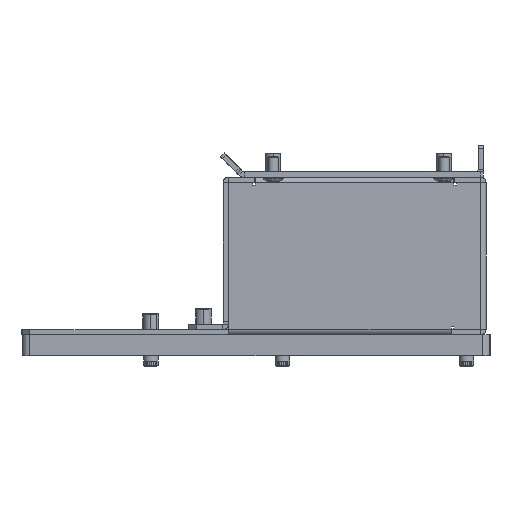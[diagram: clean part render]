
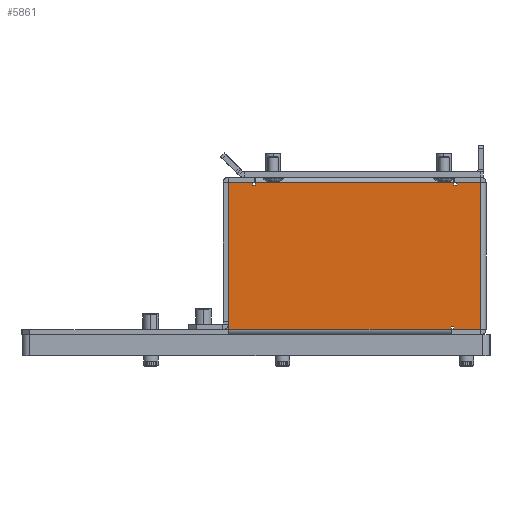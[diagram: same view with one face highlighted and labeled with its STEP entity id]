
A CAD part, left-side view. The second image highlights one B-rep face of the part: STEP entity #5861.
In plain terms, the highlighted face is planar.
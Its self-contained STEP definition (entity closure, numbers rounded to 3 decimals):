
#115 = CARTESIAN_POINT ( 'NONE',  ( 229., 0., 56. ) ) ;
#134 = ORIENTED_EDGE ( 'NONE', *, *, #12084, .T. ) ;
#287 = VERTEX_POINT ( 'NONE', #6491 ) ;
#377 = CARTESIAN_POINT ( 'NONE',  ( 229., 87.8, 0.1 ) ) ;
#529 = VERTEX_POINT ( 'NONE', #7092 ) ;
#709 = LINE ( 'NONE', #10051, #5042 ) ;
#726 = EDGE_CURVE ( 'NONE', #14111, #11834, #1618, .T. ) ;
#751 = VERTEX_POINT ( 'NONE', #3999 ) ;
#867 = VERTEX_POINT ( 'NONE', #6781 ) ;
#1101 = VECTOR ( 'NONE', #5418, 1000. ) ;
#1258 = VERTEX_POINT ( 'NONE', #377 ) ;
#1593 = VERTEX_POINT ( 'NONE', #13420 ) ;
#1618 = LINE ( 'NONE', #6318, #12999 ) ;
#1693 = DIRECTION ( 'NONE',  ( 0., 0., -1. ) ) ;
#1761 = EDGE_CURVE ( 'NONE', #867, #2832, #8319, .T. ) ;
#2391 = EDGE_CURVE ( 'NONE', #8906, #11976, #3282, .T. ) ;
#2417 = DIRECTION ( 'NONE',  ( 0., 0., -1. ) ) ;
#2612 = ORIENTED_EDGE ( 'NONE', *, *, #13554, .F. ) ;
#2832 = VERTEX_POINT ( 'NONE', #6639 ) ;
#2854 = LINE ( 'NONE', #4008, #3603 ) ;
#2983 = CARTESIAN_POINT ( 'NONE',  ( 229., 87.8, 56. ) ) ;
#3035 = ORIENTED_EDGE ( 'NONE', *, *, #1761, .T. ) ;
#3067 = VECTOR ( 'NONE', #7693, 1000. ) ;
#3155 = ORIENTED_EDGE ( 'NONE', *, *, #7573, .F. ) ;
#3242 = DIRECTION ( 'NONE',  ( 0., 1., 0. ) ) ;
#3282 = LINE ( 'NONE', #8980, #14771 ) ;
#3369 = AXIS2_PLACEMENT_3D ( 'NONE', #115, #3622, #12150 ) ;
#3440 = VECTOR ( 'NONE', #11123, 1000. ) ;
#3603 = VECTOR ( 'NONE', #8606, 1000. ) ;
#3622 = DIRECTION ( 'NONE',  ( -1., 0., 0. ) ) ;
#3690 = CARTESIAN_POINT ( 'NONE',  ( 229., 13.2, 54.9 ) ) ;
#3839 = DIRECTION ( 'NONE',  ( 0., -1., 0. ) ) ;
#3864 = EDGE_CURVE ( 'NONE', #4417, #287, #7795, .T. ) ;
#3983 = LINE ( 'NONE', #14717, #12098 ) ;
#3999 = CARTESIAN_POINT ( 'NONE',  ( 229., 88.8, 0. ) ) ;
#4008 = CARTESIAN_POINT ( 'NONE',  ( 229., 97.999, 56. ) ) ;
#4175 = VECTOR ( 'NONE', #2417, 1000. ) ;
#4251 = EDGE_CURVE ( 'NONE', #751, #14111, #10063, .T. ) ;
#4313 = VECTOR ( 'NONE', #1693, 1000. ) ;
#4329 = CARTESIAN_POINT ( 'NONE',  ( 229., 2.1, 56. ) ) ;
#4406 = DIRECTION ( 'NONE',  ( 0., 0., 1. ) ) ;
#4417 = VERTEX_POINT ( 'NONE', #13737 ) ;
#4477 = LINE ( 'NONE', #14984, #9433 ) ;
#4481 = CARTESIAN_POINT ( 'NONE',  ( 229., 87.8, 1.1 ) ) ;
#4494 = VERTEX_POINT ( 'NONE', #11331 ) ;
#5042 = VECTOR ( 'NONE', #13338, 1000. ) ;
#5148 = DIRECTION ( 'NONE',  ( 0., 0., 1. ) ) ;
#5344 = CARTESIAN_POINT ( 'NONE',  ( 229., 0., 1.1 ) ) ;
#5418 = DIRECTION ( 'NONE',  ( 0., -1., 0. ) ) ;
#5594 = LINE ( 'NONE', #8801, #14151 ) ;
#5791 = VERTEX_POINT ( 'NONE', #3690 ) ;
#5824 = VERTEX_POINT ( 'NONE', #11911 ) ;
#5861 = ADVANCED_FACE ( 'NONE', ( #7100 ), #14148, .F. ) ;
#5864 = EDGE_CURVE ( 'NONE', #8906, #1593, #2854, .T. ) ;
#5961 = DIRECTION ( 'NONE',  ( 0., 1., 0. ) ) ;
#6060 = ORIENTED_EDGE ( 'NONE', *, *, #8599, .T. ) ;
#6081 = LINE ( 'NONE', #13422, #14473 ) ;
#6223 = LINE ( 'NONE', #10888, #10074 ) ;
#6318 = CARTESIAN_POINT ( 'NONE',  ( 229., 0., 1.1 ) ) ;
#6491 = CARTESIAN_POINT ( 'NONE',  ( 229., 11.2, 1.1 ) ) ;
#6558 = LINE ( 'NONE', #13677, #4313 ) ;
#6639 = CARTESIAN_POINT ( 'NONE',  ( 229., 11.2, 0. ) ) ;
#6781 = CARTESIAN_POINT ( 'NONE',  ( 229., 2.1, 0. ) ) ;
#6931 = ORIENTED_EDGE ( 'NONE', *, *, #10941, .F. ) ;
#7003 = ORIENTED_EDGE ( 'NONE', *, *, #3864, .F. ) ;
#7034 = CARTESIAN_POINT ( 'NONE',  ( 229., 88.8, 1.1 ) ) ;
#7092 = CARTESIAN_POINT ( 'NONE',  ( 229., 12.2, 0.1 ) ) ;
#7100 = FACE_OUTER_BOUND ( 'NONE', #8773, .T. ) ;
#7182 = CARTESIAN_POINT ( 'NONE',  ( 229., 0., 0. ) ) ;
#7346 = EDGE_CURVE ( 'NONE', #7649, #867, #12931, .T. ) ;
#7371 = CARTESIAN_POINT ( 'NONE',  ( 229., 13.2, 55.9 ) ) ;
#7573 = EDGE_CURVE ( 'NONE', #529, #4417, #11604, .T. ) ;
#7614 = CARTESIAN_POINT ( 'NONE',  ( 229., 88.8, 56. ) ) ;
#7649 = VERTEX_POINT ( 'NONE', #4329 ) ;
#7679 = LINE ( 'NONE', #2983, #3440 ) ;
#7693 = DIRECTION ( 'NONE',  ( 0., 0., 1. ) ) ;
#7795 = LINE ( 'NONE', #5344, #1101 ) ;
#8319 = LINE ( 'NONE', #7182, #9847 ) ;
#8325 = ORIENTED_EDGE ( 'NONE', *, *, #2391, .T. ) ;
#8599 = EDGE_CURVE ( 'NONE', #529, #1258, #6081, .T. ) ;
#8606 = DIRECTION ( 'NONE',  ( 0., 0., -1. ) ) ;
#8651 = EDGE_CURVE ( 'NONE', #5791, #11976, #6223, .T. ) ;
#8773 = EDGE_LOOP ( 'NONE', ( #8799, #7003, #3155, #6060, #11133, #13457, #10556, #134, #14578, #8325, #9117, #6931, #9752, #2612, #10134, #3035 ) ) ;
#8786 = EDGE_CURVE ( 'NONE', #11834, #1258, #7679, .T. ) ;
#8799 = ORIENTED_EDGE ( 'NONE', *, *, #14680, .F. ) ;
#8801 = CARTESIAN_POINT ( 'NONE',  ( 229., 11.2, 56. ) ) ;
#8906 = VERTEX_POINT ( 'NONE', #11793 ) ;
#8980 = CARTESIAN_POINT ( 'NONE',  ( 229., 97.999, 55.9 ) ) ;
#9117 = ORIENTED_EDGE ( 'NONE', *, *, #8651, .F. ) ;
#9433 = VECTOR ( 'NONE', #3242, 1000. ) ;
#9752 = ORIENTED_EDGE ( 'NONE', *, *, #13802, .F. ) ;
#9847 = VECTOR ( 'NONE', #5961, 1000. ) ;
#10051 = CARTESIAN_POINT ( 'NONE',  ( 229., 0., 0. ) ) ;
#10063 = LINE ( 'NONE', #7614, #3067 ) ;
#10074 = VECTOR ( 'NONE', #5148, 1000. ) ;
#10134 = ORIENTED_EDGE ( 'NONE', *, *, #7346, .T. ) ;
#10556 = ORIENTED_EDGE ( 'NONE', *, *, #4251, .F. ) ;
#10888 = CARTESIAN_POINT ( 'NONE',  ( 229., 13.2, 56. ) ) ;
#10941 = EDGE_CURVE ( 'NONE', #4494, #5791, #3983, .T. ) ;
#11123 = DIRECTION ( 'NONE',  ( 0., 0., -1. ) ) ;
#11133 = ORIENTED_EDGE ( 'NONE', *, *, #8786, .F. ) ;
#11270 = DIRECTION ( 'NONE',  ( 0., -1., 0. ) ) ;
#11331 = CARTESIAN_POINT ( 'NONE',  ( 229., 12.2, 54.9 ) ) ;
#11604 = LINE ( 'NONE', #13768, #14474 ) ;
#11793 = CARTESIAN_POINT ( 'NONE',  ( 229., 97.999, 55.9 ) ) ;
#11834 = VERTEX_POINT ( 'NONE', #4481 ) ;
#11911 = CARTESIAN_POINT ( 'NONE',  ( 229., 12.2, 56. ) ) ;
#11976 = VERTEX_POINT ( 'NONE', #7371 ) ;
#12005 = CARTESIAN_POINT ( 'NONE',  ( 229., 2.1, 56. ) ) ;
#12084 = EDGE_CURVE ( 'NONE', #751, #1593, #709, .T. ) ;
#12098 = VECTOR ( 'NONE', #12206, 1000. ) ;
#12123 = DIRECTION ( 'NONE',  ( 0., 1., 0. ) ) ;
#12150 = DIRECTION ( 'NONE',  ( 0., -1., 0. ) ) ;
#12206 = DIRECTION ( 'NONE',  ( 0., 1., 0. ) ) ;
#12931 = LINE ( 'NONE', #12005, #4175 ) ;
#12999 = VECTOR ( 'NONE', #3839, 1000. ) ;
#13338 = DIRECTION ( 'NONE',  ( 0., 1., 0. ) ) ;
#13420 = CARTESIAN_POINT ( 'NONE',  ( 229., 97.999, 0. ) ) ;
#13422 = CARTESIAN_POINT ( 'NONE',  ( 229., 12.2, 0.1 ) ) ;
#13457 = ORIENTED_EDGE ( 'NONE', *, *, #726, .F. ) ;
#13554 = EDGE_CURVE ( 'NONE', #7649, #5824, #4477, .T. ) ;
#13677 = CARTESIAN_POINT ( 'NONE',  ( 229., 12.2, 56. ) ) ;
#13737 = CARTESIAN_POINT ( 'NONE',  ( 229., 12.2, 1.1 ) ) ;
#13768 = CARTESIAN_POINT ( 'NONE',  ( 229., 12.2, 56. ) ) ;
#13802 = EDGE_CURVE ( 'NONE', #5824, #4494, #6558, .T. ) ;
#14111 = VERTEX_POINT ( 'NONE', #7034 ) ;
#14148 = PLANE ( 'NONE',  #3369 ) ;
#14151 = VECTOR ( 'NONE', #14928, 1000. ) ;
#14473 = VECTOR ( 'NONE', #12123, 1000. ) ;
#14474 = VECTOR ( 'NONE', #4406, 1000. ) ;
#14578 = ORIENTED_EDGE ( 'NONE', *, *, #5864, .F. ) ;
#14680 = EDGE_CURVE ( 'NONE', #287, #2832, #5594, .T. ) ;
#14717 = CARTESIAN_POINT ( 'NONE',  ( 229., 0., 54.9 ) ) ;
#14771 = VECTOR ( 'NONE', #11270, 1000. ) ;
#14928 = DIRECTION ( 'NONE',  ( 0., 0., -1. ) ) ;
#14984 = CARTESIAN_POINT ( 'NONE',  ( 229., 0., 56. ) ) ;
